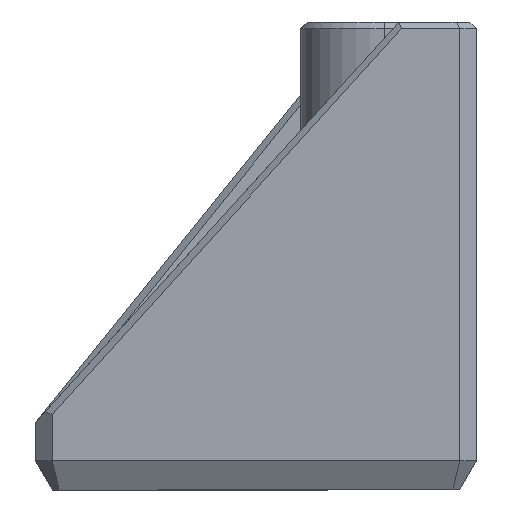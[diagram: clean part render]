
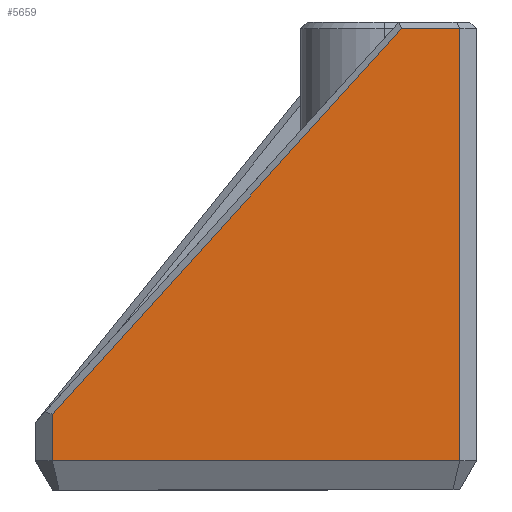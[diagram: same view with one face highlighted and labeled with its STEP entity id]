
A CAD part, left-side view. The second image highlights one B-rep face of the part: STEP entity #5659.
In plain terms, the highlighted planar face has unit normal (-1, 0, 0).
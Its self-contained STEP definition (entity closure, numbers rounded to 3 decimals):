
#322=LINE('',#11796,#830);
#468=LINE('',#12132,#976);
#497=LINE('',#12188,#1005);
#498=LINE('',#12191,#1006);
#507=LINE('',#12215,#1015);
#830=VECTOR('',#6416,10.);
#976=VECTOR('',#6718,10.);
#1005=VECTOR('',#6785,10.);
#1006=VECTOR('',#6790,10.);
#1015=VECTOR('',#6819,10.);
#1255=PLANE('',#5956);
#1563=FACE_OUTER_BOUND('',#1917,.T.);
#1917=EDGE_LOOP('',(#4815,#4816,#4817,#4818,#4819));
#2591=VERTEX_POINT('',#11793);
#2592=VERTEX_POINT('',#11795);
#2698=VERTEX_POINT('',#12120);
#2700=VERTEX_POINT('',#12130);
#2708=VERTEX_POINT('',#12186);
#3255=EDGE_CURVE('',#2591,#2592,#322,.T.);
#3423=EDGE_CURVE('',#2700,#2698,#468,.T.);
#3452=EDGE_CURVE('',#2708,#2700,#497,.T.);
#3453=EDGE_CURVE('',#2592,#2708,#498,.T.);
#3465=EDGE_CURVE('',#2698,#2591,#507,.T.);
#4815=ORIENTED_EDGE('',*,*,#3255,.F.);
#4816=ORIENTED_EDGE('',*,*,#3465,.F.);
#4817=ORIENTED_EDGE('',*,*,#3423,.F.);
#4818=ORIENTED_EDGE('',*,*,#3452,.F.);
#4819=ORIENTED_EDGE('',*,*,#3453,.F.);
#5659=ADVANCED_FACE('',(#1563),#1255,.T.);
#5956=AXIS2_PLACEMENT_3D('',#12216,#6820,#6821);
#6416=DIRECTION('',(0.,1.,0.));
#6718=DIRECTION('',(0.,-1.,0.));
#6785=DIRECTION('',(0.,-0.671,0.741));
#6790=DIRECTION('',(0.,0.,1.));
#6819=DIRECTION('',(0.,0.,-1.));
#6820=DIRECTION('center_axis',(-1.,0.,0.));
#6821=DIRECTION('ref_axis',(0.,-1.,0.));
#11793=CARTESIAN_POINT('',(-50.3,-13.15,1.732));
#11795=CARTESIAN_POINT('',(-50.3,11.15,1.732));
#11796=CARTESIAN_POINT('',(-50.3,5.575,1.732));
#12120=CARTESIAN_POINT('',(-50.3,-13.15,27.5));
#12130=CARTESIAN_POINT('',(-50.3,-9.681,27.5));
#12132=CARTESIAN_POINT('',(-50.3,5.575,27.5));
#12186=CARTESIAN_POINT('',(-50.3,11.15,4.508));
#12188=CARTESIAN_POINT('',(-50.3,2.022,14.583));
#12191=CARTESIAN_POINT('',(-50.3,11.15,0.));
#12215=CARTESIAN_POINT('',(-50.3,-13.15,0.));
#12216=CARTESIAN_POINT('Origin',(-50.3,12.15,0.));
